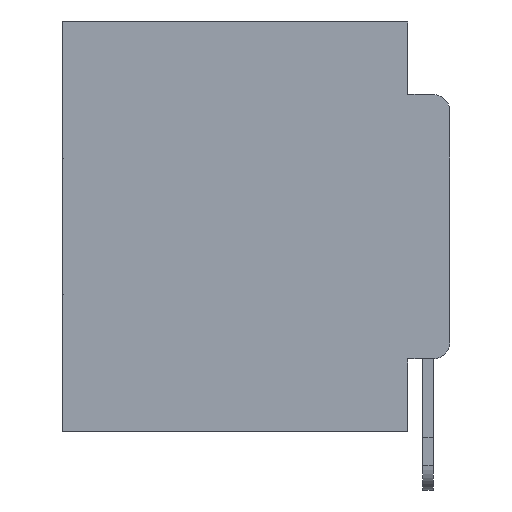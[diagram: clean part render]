
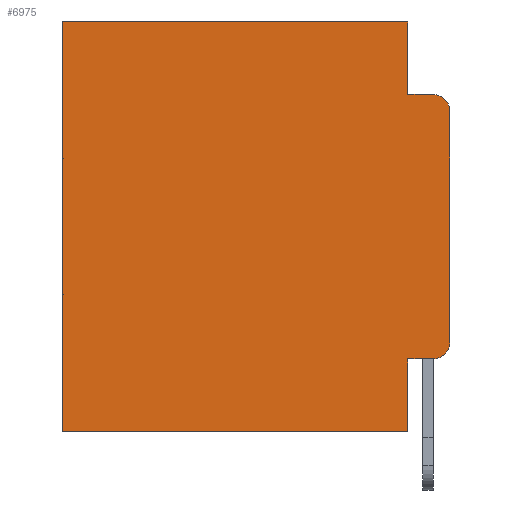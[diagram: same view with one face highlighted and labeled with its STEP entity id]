
A CAD part, left-side view. The second image highlights one B-rep face of the part: STEP entity #6975.
In plain terms, the highlighted planar face has unit normal (-1, 0, 0).
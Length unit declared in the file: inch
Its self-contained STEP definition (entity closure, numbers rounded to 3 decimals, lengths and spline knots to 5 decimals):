
#189 = CARTESIAN_POINT ( 'NONE',  ( 0.298, 0., -0.1085 ) ) ;
#971 = EDGE_CURVE ( 'NONE', #4744, #3537, #5609, .T. ) ;
#1174 = VERTEX_POINT ( 'NONE', #26791 ) ;
#1238 = DIRECTION ( 'NONE',  ( 0., 0., -1. ) ) ;
#1325 = ORIENTED_EDGE ( 'NONE', *, *, #9733, .T. ) ;
#1925 = CARTESIAN_POINT ( 'NONE',  ( 0.298, 0.051, 0. ) ) ;
#1951 = CARTESIAN_POINT ( 'NONE',  ( 0.298, 0., 0. ) ) ;
#2466 = VERTEX_POINT ( 'NONE', #15579 ) ;
#2890 = EDGE_CURVE ( 'NONE', #18756, #24277, #12503, .T. ) ;
#3215 = DIRECTION ( 'NONE',  ( 0., 1., 0. ) ) ;
#3530 = CARTESIAN_POINT ( 'NONE',  ( 0.298, 0.02, -0.3915 ) ) ;
#3537 = VERTEX_POINT ( 'NONE', #19625 ) ;
#3830 = ORIENTED_EDGE ( 'NONE', *, *, #6191, .F. ) ;
#4369 = LINE ( 'NONE', #17318, #10007 ) ;
#4438 = LINE ( 'NONE', #1925, #16170 ) ;
#4482 = DIRECTION ( 'NONE',  ( 0., 0., -1. ) ) ;
#4744 = VERTEX_POINT ( 'NONE', #189 ) ;
#4884 = CARTESIAN_POINT ( 'NONE',  ( 0.298, 0.473, 0. ) ) ;
#5007 = ORIENTED_EDGE ( 'NONE', *, *, #17519, .T. ) ;
#5537 = LINE ( 'NONE', #25044, #11059 ) ;
#5544 = CARTESIAN_POINT ( 'NONE',  ( 0.298, 0.02, -0.0885 ) ) ;
#5609 = LINE ( 'NONE', #1951, #16555 ) ;
#6013 = DIRECTION ( 'NONE',  ( 0., 0., -1. ) ) ;
#6191 = EDGE_CURVE ( 'NONE', #2466, #6714, #20353, .T. ) ;
#6441 = EDGE_CURVE ( 'NONE', #27821, #2466, #17879, .T. ) ;
#6714 = VERTEX_POINT ( 'NONE', #5544 ) ;
#6975 = ADVANCED_FACE ( 'NONE', ( #14917 ), #20578, .F. ) ;
#7196 = VERTEX_POINT ( 'NONE', #17613 ) ;
#7671 = CARTESIAN_POINT ( 'NONE',  ( 0.298, 0.051, -0.5 ) ) ;
#7722 = CARTESIAN_POINT ( 'NONE',  ( 0.298, 0.051, 0. ) ) ;
#8230 = AXIS2_PLACEMENT_3D ( 'NONE', #3530, #19885, #6013 ) ;
#9733 = EDGE_CURVE ( 'NONE', #1174, #7196, #27331, .T. ) ;
#10007 = VECTOR ( 'NONE', #3215, 39.37008 ) ;
#10255 = EDGE_CURVE ( 'NONE', #1174, #18756, #4438, .T. ) ;
#10903 = ORIENTED_EDGE ( 'NONE', *, *, #971, .F. ) ;
#11059 = VECTOR ( 'NONE', #18394, 39.37008 ) ;
#11283 = EDGE_CURVE ( 'NONE', #27821, #12118, #4369, .T. ) ;
#11381 = DIRECTION ( 'NONE',  ( 1., 0., 0. ) ) ;
#11617 = CARTESIAN_POINT ( 'NONE',  ( 0.298, 0.051, 0. ) ) ;
#11750 = VECTOR ( 'NONE', #23020, 39.37008 ) ;
#12110 = CIRCLE ( 'NONE', #8230, 0.02 ) ;
#12118 = VERTEX_POINT ( 'NONE', #4884 ) ;
#12260 = EDGE_LOOP ( 'NONE', ( #10903, #5007, #3830, #26067, #26748, #25019, #26416, #18723, #1325, #19803 ) ) ;
#12503 = LINE ( 'NONE', #21761, #17897 ) ;
#13280 = AXIS2_PLACEMENT_3D ( 'NONE', #28846, #15505, #1238 ) ;
#14917 = FACE_OUTER_BOUND ( 'NONE', #12260, .T. ) ;
#15505 = DIRECTION ( 'NONE',  ( -1., 0., 0. ) ) ;
#15579 = CARTESIAN_POINT ( 'NONE',  ( 0.298, 0.051, -0.0885 ) ) ;
#15922 = DIRECTION ( 'NONE',  ( 0., -1., 0. ) ) ;
#16041 = DIRECTION ( 'NONE',  ( 0., 0., -1. ) ) ;
#16170 = VECTOR ( 'NONE', #4482, 39.37008 ) ;
#16555 = VECTOR ( 'NONE', #16041, 39.37008 ) ;
#17318 = CARTESIAN_POINT ( 'NONE',  ( 0.298, 0., 0. ) ) ;
#17519 = EDGE_CURVE ( 'NONE', #4744, #6714, #21451, .T. ) ;
#17613 = CARTESIAN_POINT ( 'NONE',  ( 0.298, 0.02, -0.4115 ) ) ;
#17879 = LINE ( 'NONE', #11617, #11750 ) ;
#17897 = VECTOR ( 'NONE', #24006, 39.37008 ) ;
#18338 = CARTESIAN_POINT ( 'NONE',  ( 0.298, 0., 0. ) ) ;
#18394 = DIRECTION ( 'NONE',  ( 0., 0., -1. ) ) ;
#18723 = ORIENTED_EDGE ( 'NONE', *, *, #10255, .F. ) ;
#18756 = VERTEX_POINT ( 'NONE', #7671 ) ;
#19625 = CARTESIAN_POINT ( 'NONE',  ( 0.298, 0., -0.3915 ) ) ;
#19803 = ORIENTED_EDGE ( 'NONE', *, *, #22465, .T. ) ;
#19885 = DIRECTION ( 'NONE',  ( -1., 0., 0. ) ) ;
#20353 = LINE ( 'NONE', #28178, #24910 ) ;
#20578 = PLANE ( 'NONE',  #26159 ) ;
#21442 = VECTOR ( 'NONE', #15922, 39.37008 ) ;
#21451 = CIRCLE ( 'NONE', #13280, 0.02 ) ;
#21647 = DIRECTION ( 'NONE',  ( 0., -1., 0. ) ) ;
#21761 = CARTESIAN_POINT ( 'NONE',  ( 0.298, 0., -0.5 ) ) ;
#22465 = EDGE_CURVE ( 'NONE', #7196, #3537, #12110, .T. ) ;
#22892 = DIRECTION ( 'NONE',  ( 0., 0., -1. ) ) ;
#23020 = DIRECTION ( 'NONE',  ( 0., 0., -1. ) ) ;
#23392 = CARTESIAN_POINT ( 'NONE',  ( 0.298, 0.473, -0.5 ) ) ;
#24006 = DIRECTION ( 'NONE',  ( 0., 1., 0. ) ) ;
#24277 = VERTEX_POINT ( 'NONE', #23392 ) ;
#24910 = VECTOR ( 'NONE', #21647, 39.37008 ) ;
#25019 = ORIENTED_EDGE ( 'NONE', *, *, #28328, .T. ) ;
#25044 = CARTESIAN_POINT ( 'NONE',  ( 0.298, 0.473, 0. ) ) ;
#26067 = ORIENTED_EDGE ( 'NONE', *, *, #6441, .F. ) ;
#26159 = AXIS2_PLACEMENT_3D ( 'NONE', #18338, #11381, #22892 ) ;
#26416 = ORIENTED_EDGE ( 'NONE', *, *, #2890, .F. ) ;
#26748 = ORIENTED_EDGE ( 'NONE', *, *, #11283, .T. ) ;
#26791 = CARTESIAN_POINT ( 'NONE',  ( 0.298, 0.051, -0.4115 ) ) ;
#27209 = CARTESIAN_POINT ( 'NONE',  ( 0.298, 0.051, -0.4115 ) ) ;
#27331 = LINE ( 'NONE', #27209, #21442 ) ;
#27821 = VERTEX_POINT ( 'NONE', #7722 ) ;
#28178 = CARTESIAN_POINT ( 'NONE',  ( 0.298, 0.051, -0.0885 ) ) ;
#28328 = EDGE_CURVE ( 'NONE', #12118, #24277, #5537, .T. ) ;
#28846 = CARTESIAN_POINT ( 'NONE',  ( 0.298, 0.02, -0.1085 ) ) ;
